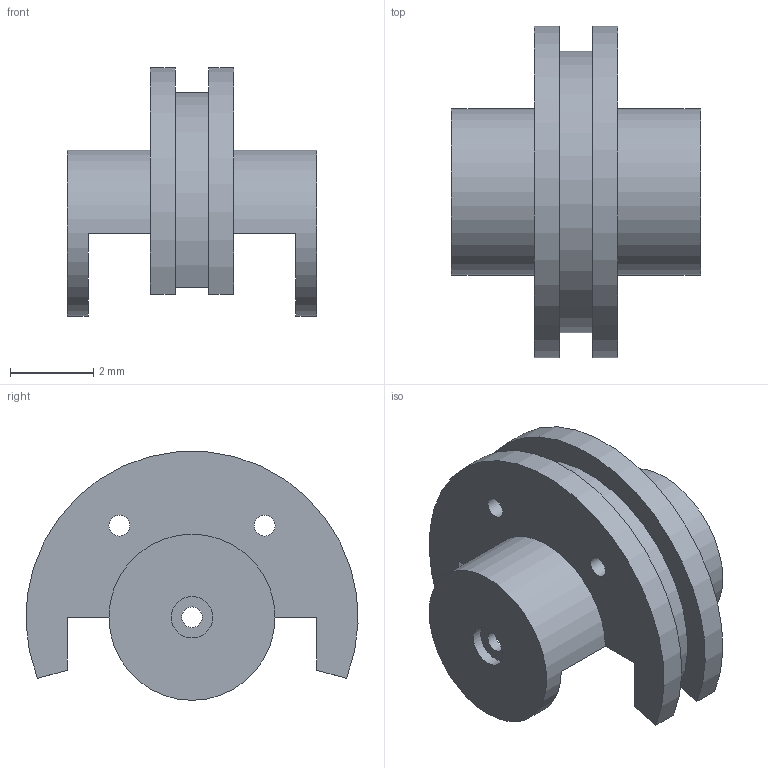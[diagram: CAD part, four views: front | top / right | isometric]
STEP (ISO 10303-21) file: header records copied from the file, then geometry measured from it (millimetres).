
FILE_DESCRIPTION(/* description */ (''),/* implementation_level */ '2;1');
FILE_NAME(/* name */ 'rotator_platform.step',/* time_stamp */ '2017-03-02T14:59:48-07:00',/* author */ (''),/* organization */ (''),/* preprocessor_version */ 'ST-DEVELOPER v16.5',/* originating_system */ 'Autodesk Translation Framework v5.2.0.2920',/* authorisation */ '');
FILE_SCHEMA (('AUTOMOTIVE_DESIGN { 1 0 10303 214 3 1 1 }'));
Length unit declared in the file: millimetre
Products named in the file (2): rotator_platform v4; Gear platform
Assembly tree (1 placements, depth 2):
  rotator_platform v4
    Gear platform
Bounding box: 6 x 7.99 x 5.99 mm (x, y, z)
Volume: 76.4 mm3; surface area: 199.7 mm2
Topology: 1 solids, 1 shells, 25 faces, 66 edges, 43 vertices
Faces by surface type: plane 15, cylinder 10
Full cylindrical faces by diameter (mm): 0.5 x3, 1 x2, 4 x2
Entity records: 809 total; most frequent: DIRECTION 138, CARTESIAN_POINT 130, ORIENTED_EDGE 118, EDGE_CURVE 59, AXIS2_PLACEMENT_3D 51, VERTEX_POINT 43, EDGE_LOOP 40, LINE 36
